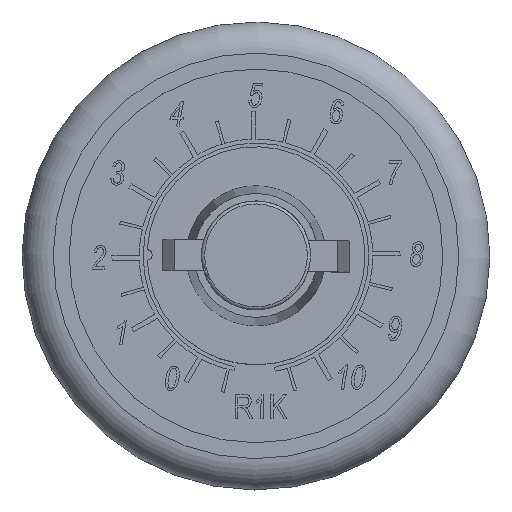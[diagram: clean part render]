
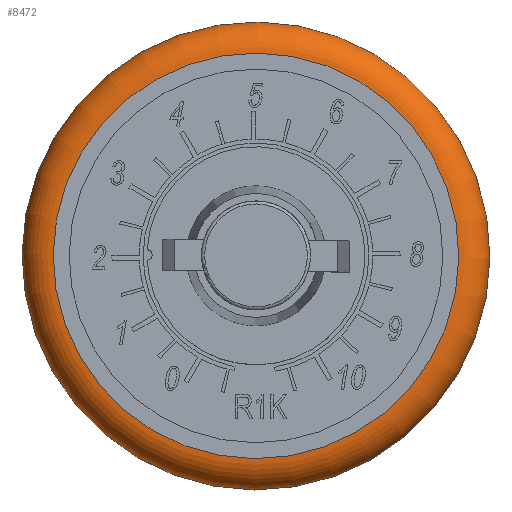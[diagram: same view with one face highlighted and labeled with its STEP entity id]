
A CAD part, top view. The second image highlights one B-rep face of the part: STEP entity #8472.
In plain terms, the highlighted toroidal (fillet/blend) face has major radius 13.025 mm and minor radius 2 mm.
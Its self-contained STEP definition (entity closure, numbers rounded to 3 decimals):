
#1050 = EDGE_LOOP ( 'NONE', ( #23532 ) ) ;
#1107 = AXIS2_PLACEMENT_3D ( 'NONE', #13851, #10907, #29964 ) ;
#1420 = CARTESIAN_POINT ( 'NONE',  ( 0., 45., 0. ) ) ;
#1678 = AXIS2_PLACEMENT_3D ( 'NONE', #10374, #29309, #29190 ) ;
#3328 = VERTEX_POINT ( 'NONE', #21537 ) ;
#4375 = DIRECTION ( 'NONE',  ( 0., 0., 1. ) ) ;
#6764 = VERTEX_POINT ( 'NONE', #31891 ) ;
#8472 = ADVANCED_FACE ( 'NONE', ( #17079, #25465 ), #20433, .T. ) ;
#10374 = CARTESIAN_POINT ( 'NONE',  ( 0., 45., 0. ) ) ;
#10907 = DIRECTION ( 'NONE',  ( 0., 1., 0. ) ) ;
#13851 = CARTESIAN_POINT ( 'NONE',  ( 0., 47., 0. ) ) ;
#16424 = EDGE_CURVE ( 'NONE', #6764, #6764, #32561, .T. ) ;
#16527 = ORIENTED_EDGE ( 'NONE', *, *, #16424, .F. ) ;
#17079 = FACE_OUTER_BOUND ( 'NONE', #1050, .T. ) ;
#20433 = TOROIDAL_SURFACE ( 'NONE', #27582, 13.025, 2. ) ;
#20561 = EDGE_CURVE ( 'NONE', #3328, #3328, #27367, .T. ) ;
#21537 = CARTESIAN_POINT ( 'NONE',  ( 0., 45., 15.025 ) ) ;
#23532 = ORIENTED_EDGE ( 'NONE', *, *, #20561, .F. ) ;
#24508 = EDGE_LOOP ( 'NONE', ( #16527 ) ) ;
#25465 = FACE_OUTER_BOUND ( 'NONE', #24508, .T. ) ;
#27367 = CIRCLE ( 'NONE', #1678, 15.025 ) ;
#27582 = AXIS2_PLACEMENT_3D ( 'NONE', #1420, #31372, #4375 ) ;
#29190 = DIRECTION ( 'NONE',  ( 0., 0., 1. ) ) ;
#29309 = DIRECTION ( 'NONE',  ( 0., -1., 0. ) ) ;
#29964 = DIRECTION ( 'NONE',  ( 0., 0., 1. ) ) ;
#31372 = DIRECTION ( 'NONE',  ( 0., 1., 0. ) ) ;
#31891 = CARTESIAN_POINT ( 'NONE',  ( 0., 47., 13.025 ) ) ;
#32561 = CIRCLE ( 'NONE', #1107, 13.025 ) ;
